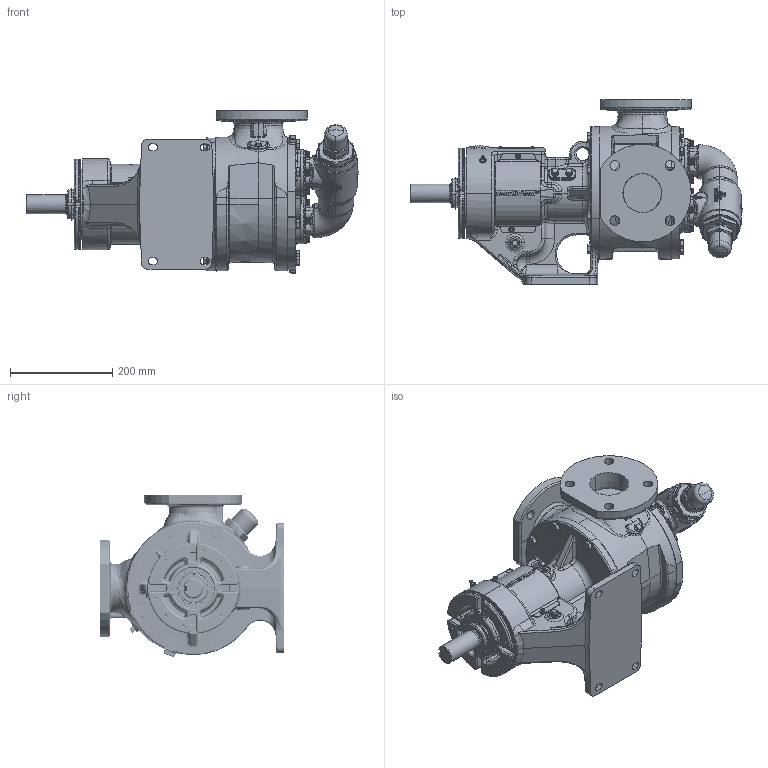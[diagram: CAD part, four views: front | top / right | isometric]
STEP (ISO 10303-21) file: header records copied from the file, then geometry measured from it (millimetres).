
FILE_DESCRIPTION (( 'STEP AP214' ), '1' );
FILE_NAME ('LV-4757.step', '2025-12-05T03:51:58', ( '' ), ( '' ), 'SwSTEP 2.0', 'SolidWorks 2024', '' );
FILE_SCHEMA (( 'AUTOMOTIVE_DESIGN' ));
Products named in the file (1): LV-4757
Bounding box: 648.46 x 360.43 x 317.29 mm (x, y, z)
Volume: 15774209.6 mm3; surface area: 945217.3 mm2
Topology: 1 solids, 1 shells, 5337 faces, 13724 edges, 8540 vertices
Faces by surface type: plane 1761, bspline 1511, cylinder 1136, cone 653, torus 193, sphere 83
Entity records: 249821 total; most frequent: CARTESIAN_POINT 133130, ORIENTED_EDGE 27182, DIRECTION 20185, EDGE_CURVE 13591, VERTEX_POINT 8535, AXIS2_PLACEMENT_3D 7584, EDGE_LOOP 5656, ADVANCED_FACE 5337
